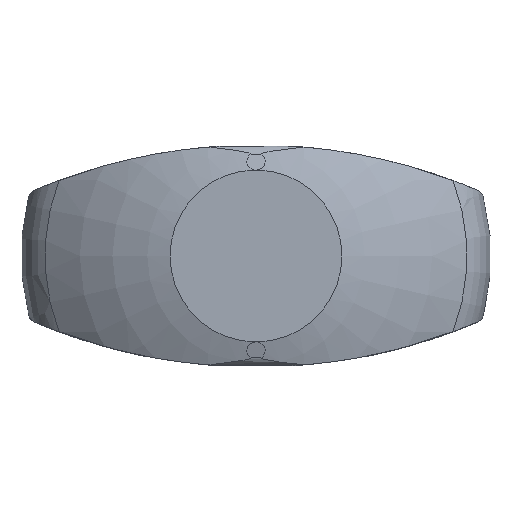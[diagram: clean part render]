
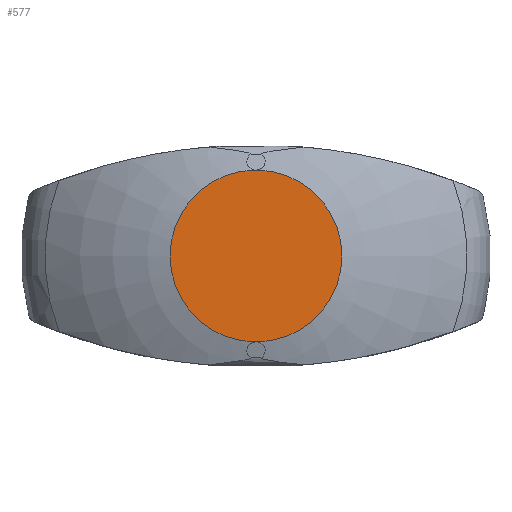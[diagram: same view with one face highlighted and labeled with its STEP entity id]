
A CAD part, top view. The second image highlights one B-rep face of the part: STEP entity #577.
In plain terms, the highlighted planar face has unit normal (0, 0, 1).
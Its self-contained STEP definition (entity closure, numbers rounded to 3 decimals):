
#577=ADVANCED_FACE('',(#1604),#1605,.F.);
#609=EDGE_CURVE('',#1467,#807,#1638,.T.);
#705=EDGE_CURVE('',#1131,#807,#1745,.T.);
#807=VERTEX_POINT('',#1856);
#1003=EDGE_CURVE('',#1131,#1217,#2071,.T.);
#1103=EDGE_CURVE('',#1217,#1467,#2178,.T.);
#1131=VERTEX_POINT('',#2209);
#1217=VERTEX_POINT('',#2307);
#1467=VERTEX_POINT('',#2573);
#1604=FACE_OUTER_BOUND('',#2797,.T.);
#1605=PLANE('',#2798);
#1638=CIRCLE('',#2870,7.5);
#1745=LINE('',#3215,#3216);
#1856=CARTESIAN_POINT('',(0.043,-7.5,34.8));
#2071=CIRCLE('',#4323,7.5);
#2178=LINE('',#4739,#4740);
#2209=CARTESIAN_POINT('',(-0.043,-7.5,34.8));
#2307=CARTESIAN_POINT('',(-0.043,7.5,34.8));
#2573=CARTESIAN_POINT('',(0.043,7.5,34.8));
#2797=EDGE_LOOP('',(#6402,#6403,#6404,#6405));
#2798=AXIS2_PLACEMENT_3D('',#6406,#6407,#6408);
#2870=AXIS2_PLACEMENT_3D('',#6426,#6427,#6428);
#3215=CARTESIAN_POINT('',(-30.0,-7.5,34.8));
#3216=VECTOR('',#6553,1.0);
#4323=AXIS2_PLACEMENT_3D('',#6919,#6920,#6921);
#4739=CARTESIAN_POINT('',(-30.0,7.5,34.8));
#4740=VECTOR('',#7016,1.0);
#6402=ORIENTED_EDGE('',*,*,#609,.F.);
#6403=ORIENTED_EDGE('',*,*,#1103,.F.);
#6404=ORIENTED_EDGE('',*,*,#1003,.F.);
#6405=ORIENTED_EDGE('',*,*,#705,.T.);
#6406=CARTESIAN_POINT('',(-30.0,7.5,34.8));
#6407=DIRECTION('',(0.,0.,-1.0));
#6408=DIRECTION('',(0.,1.0,0.0));
#6426=CARTESIAN_POINT('',(0.,0.,34.8));
#6427=DIRECTION('',(0.,0.,-1.0));
#6428=DIRECTION('',(-1.0,0.,0.));
#6553=DIRECTION('',(1.0,0.,0.));
#6919=CARTESIAN_POINT('',(0.,0.,34.8));
#6920=DIRECTION('',(0.,0.,-1.0));
#6921=DIRECTION('',(-1.0,0.,0.));
#7016=DIRECTION('',(1.0,0.,0.));
